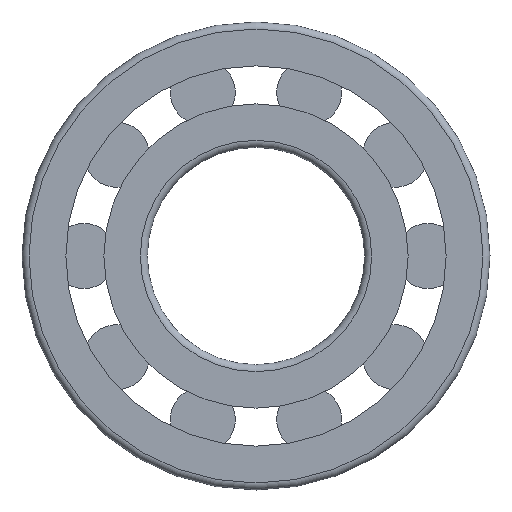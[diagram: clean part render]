
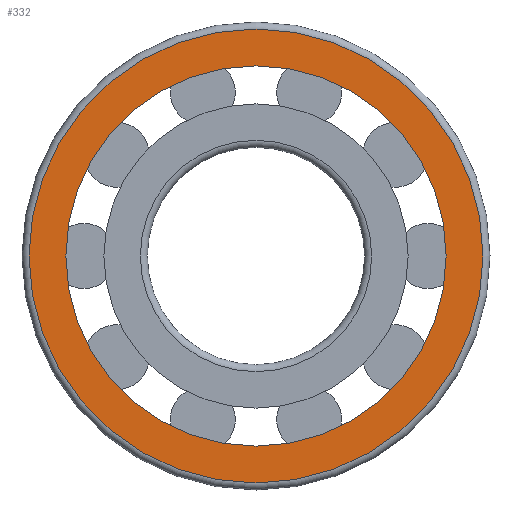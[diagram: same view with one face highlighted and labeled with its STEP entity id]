
A CAD part, left-side view. The second image highlights one B-rep face of the part: STEP entity #332.
In plain terms, the highlighted planar face has unit normal (-1, 0, 0).
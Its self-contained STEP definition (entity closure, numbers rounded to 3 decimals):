
#87=PLANE('',#421);
#119=ORIENTED_EDGE('',*,*,#155,.T.);
#120=ORIENTED_EDGE('',*,*,#153,.F.);
#153=EDGE_CURVE('',#177,#177,#201,.T.);
#155=EDGE_CURVE('',#179,#179,#203,.T.);
#177=VERTEX_POINT('',#621);
#179=VERTEX_POINT('',#626);
#201=CIRCLE('',#419,67.9);
#203=CIRCLE('',#422,56.875);
#239=EDGE_LOOP('',(#119));
#240=EDGE_LOOP('',(#120));
#287=FACE_BOUND('',#239,.T.);
#288=FACE_BOUND('',#240,.T.);
#332=ADVANCED_FACE('',(#287,#288),#87,.T.);
#419=AXIS2_PLACEMENT_3D('',#620,#510,#511);
#421=AXIS2_PLACEMENT_3D('',#624,#514,#515);
#422=AXIS2_PLACEMENT_3D('',#625,#516,#517);
#510=DIRECTION('',(1.,0.,0.));
#511=DIRECTION('',(0.,0.,-1.));
#514=DIRECTION('',(-1.,0.,0.));
#515=DIRECTION('',(0.,0.,1.));
#516=DIRECTION('',(1.,0.,0.));
#517=DIRECTION('',(0.,0.,-1.));
#620=CARTESIAN_POINT('',(0.,0.,0.));
#621=CARTESIAN_POINT('',(0.,0.,-67.9));
#624=CARTESIAN_POINT('',(0.,67.9,0.));
#625=CARTESIAN_POINT('',(0.,0.,0.));
#626=CARTESIAN_POINT('',(0.,0.,-56.875));
